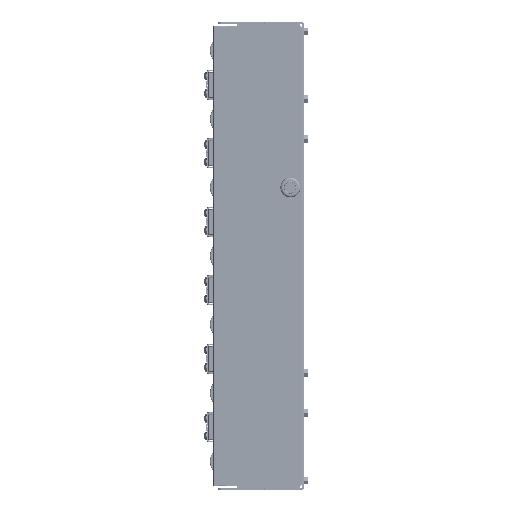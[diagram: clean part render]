
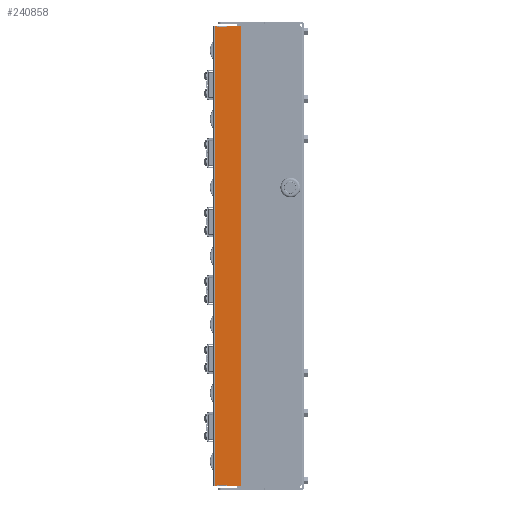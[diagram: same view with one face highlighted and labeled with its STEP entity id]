
A CAD part, left-side view. The second image highlights one B-rep face of the part: STEP entity #240858.
In plain terms, the highlighted planar face has unit normal (-1, 0, 0).
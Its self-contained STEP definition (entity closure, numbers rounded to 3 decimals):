
#5360=PLANE('',#259577);
#13384=FACE_OUTER_BOUND('',#27120,.T.);
#27120=EDGE_LOOP('',(#172903,#172904,#172905,#172906,#172907,#172908,#172909,
#172910,#172911,#172912,#172913,#172914,#172915,#172916,#172917,#172918,
#172919,#172920,#172921,#172922,#172923,#172924));
#43581=LINE('',#383017,#62037);
#43587=LINE('',#383032,#62043);
#43604=LINE('',#383094,#62060);
#43605=LINE('',#383097,#62061);
#43610=LINE('',#383109,#62066);
#43611=LINE('',#383111,#62067);
#43612=LINE('',#383113,#62068);
#43613=LINE('',#383117,#62069);
#43614=LINE('',#383121,#62070);
#43615=LINE('',#383123,#62071);
#43616=LINE('',#383124,#62072);
#43617=LINE('',#383126,#62073);
#43618=LINE('',#383128,#62074);
#43619=LINE('',#383130,#62075);
#43620=LINE('',#383132,#62076);
#43621=LINE('',#383134,#62077);
#43622=LINE('',#383136,#62078);
#43623=LINE('',#383138,#62079);
#43624=LINE('',#383140,#62080);
#43625=LINE('',#383141,#62081);
#62037=VECTOR('',#305979,10.);
#62043=VECTOR('',#305991,10.);
#62060=VECTOR('',#306044,10.);
#62061=VECTOR('',#306047,10.);
#62066=VECTOR('',#306056,10.);
#62067=VECTOR('',#306057,10.);
#62068=VECTOR('',#306058,10.);
#62069=VECTOR('',#306061,10.);
#62070=VECTOR('',#306064,10.);
#62071=VECTOR('',#306065,10.);
#62072=VECTOR('',#306066,10.);
#62073=VECTOR('',#306067,10.);
#62074=VECTOR('',#306068,10.);
#62075=VECTOR('',#306069,10.);
#62076=VECTOR('',#306070,10.);
#62077=VECTOR('',#306071,10.);
#62078=VECTOR('',#306072,10.);
#62079=VECTOR('',#306073,10.);
#62080=VECTOR('',#306074,10.);
#62081=VECTOR('',#306075,10.);
#78907=CIRCLE('',#259578,5.);
#78908=CIRCLE('',#259579,5.);
#97836=VERTEX_POINT('',#383014);
#97837=VERTEX_POINT('',#383016);
#97843=VERTEX_POINT('',#383030);
#97867=VERTEX_POINT('',#383087);
#97870=VERTEX_POINT('',#383092);
#97871=VERTEX_POINT('',#383096);
#97876=VERTEX_POINT('',#383108);
#97877=VERTEX_POINT('',#383110);
#97878=VERTEX_POINT('',#383112);
#97879=VERTEX_POINT('',#383114);
#97880=VERTEX_POINT('',#383116);
#97881=VERTEX_POINT('',#383118);
#97882=VERTEX_POINT('',#383120);
#97883=VERTEX_POINT('',#383122);
#97884=VERTEX_POINT('',#383125);
#97885=VERTEX_POINT('',#383127);
#97886=VERTEX_POINT('',#383129);
#97887=VERTEX_POINT('',#383131);
#97888=VERTEX_POINT('',#383133);
#97889=VERTEX_POINT('',#383135);
#97890=VERTEX_POINT('',#383137);
#97891=VERTEX_POINT('',#383139);
#125195=EDGE_CURVE('',#97836,#97837,#43581,.T.);
#125203=EDGE_CURVE('',#97836,#97843,#43587,.T.);
#125233=EDGE_CURVE('',#97870,#97867,#43604,.T.);
#125234=EDGE_CURVE('',#97871,#97867,#43605,.T.);
#125240=EDGE_CURVE('',#97843,#97876,#43610,.T.);
#125241=EDGE_CURVE('',#97876,#97877,#43611,.T.);
#125242=EDGE_CURVE('',#97877,#97878,#43612,.T.);
#125243=EDGE_CURVE('',#97879,#97878,#78907,.T.);
#125244=EDGE_CURVE('',#97880,#97879,#43613,.T.);
#125245=EDGE_CURVE('',#97881,#97880,#78908,.T.);
#125246=EDGE_CURVE('',#97882,#97881,#43614,.T.);
#125247=EDGE_CURVE('',#97882,#97883,#43615,.T.);
#125248=EDGE_CURVE('',#97883,#97871,#43616,.T.);
#125249=EDGE_CURVE('',#97870,#97884,#43617,.T.);
#125250=EDGE_CURVE('',#97884,#97885,#43618,.T.);
#125251=EDGE_CURVE('',#97885,#97886,#43619,.T.);
#125252=EDGE_CURVE('',#97887,#97886,#43620,.T.);
#125253=EDGE_CURVE('',#97888,#97887,#43621,.T.);
#125254=EDGE_CURVE('',#97888,#97889,#43622,.T.);
#125255=EDGE_CURVE('',#97889,#97890,#43623,.T.);
#125256=EDGE_CURVE('',#97890,#97891,#43624,.T.);
#125257=EDGE_CURVE('',#97891,#97837,#43625,.T.);
#172903=ORIENTED_EDGE('',*,*,#125195,.F.);
#172904=ORIENTED_EDGE('',*,*,#125203,.T.);
#172905=ORIENTED_EDGE('',*,*,#125240,.T.);
#172906=ORIENTED_EDGE('',*,*,#125241,.T.);
#172907=ORIENTED_EDGE('',*,*,#125242,.T.);
#172908=ORIENTED_EDGE('',*,*,#125243,.F.);
#172909=ORIENTED_EDGE('',*,*,#125244,.F.);
#172910=ORIENTED_EDGE('',*,*,#125245,.F.);
#172911=ORIENTED_EDGE('',*,*,#125246,.F.);
#172912=ORIENTED_EDGE('',*,*,#125247,.T.);
#172913=ORIENTED_EDGE('',*,*,#125248,.T.);
#172914=ORIENTED_EDGE('',*,*,#125234,.T.);
#172915=ORIENTED_EDGE('',*,*,#125233,.F.);
#172916=ORIENTED_EDGE('',*,*,#125249,.T.);
#172917=ORIENTED_EDGE('',*,*,#125250,.T.);
#172918=ORIENTED_EDGE('',*,*,#125251,.T.);
#172919=ORIENTED_EDGE('',*,*,#125252,.F.);
#172920=ORIENTED_EDGE('',*,*,#125253,.F.);
#172921=ORIENTED_EDGE('',*,*,#125254,.T.);
#172922=ORIENTED_EDGE('',*,*,#125255,.T.);
#172923=ORIENTED_EDGE('',*,*,#125256,.T.);
#172924=ORIENTED_EDGE('',*,*,#125257,.T.);
#240858=ADVANCED_FACE('',(#13384),#5360,.T.);
#259577=AXIS2_PLACEMENT_3D('',#383107,#306054,#306055);
#259578=AXIS2_PLACEMENT_3D('',#383115,#306059,#306060);
#259579=AXIS2_PLACEMENT_3D('',#383119,#306062,#306063);
#305979=DIRECTION('',(0.,1.,0.));
#305991=DIRECTION('',(0.,0.,1.));
#306044=DIRECTION('',(0.,-1.,0.));
#306047=DIRECTION('',(0.,0.,1.));
#306054=DIRECTION('center_axis',(-1.,0.,0.));
#306055=DIRECTION('ref_axis',(0.,0.,
-1.));
#306056=DIRECTION('',(0.,-1.,0.));
#306057=DIRECTION('',(0.,0.,-1.));
#306058=DIRECTION('',(0.,-1.,0.));
#306059=DIRECTION('center_axis',(1.,0.,0.));
#306060=DIRECTION('ref_axis',(0.,-0.707,-0.707));
#306061=DIRECTION('',(0.,0.,-1.));
#306062=DIRECTION('center_axis',(1.,0.,0.));
#306063=DIRECTION('ref_axis',(0.,-0.707,
0.707));
#306064=DIRECTION('',(0.,-1.,0.));
#306065=DIRECTION('',(0.,0.,-1.));
#306066=DIRECTION('',(0.,1.,0.));
#306067=DIRECTION('',(0.,0.,-1.));
#306068=DIRECTION('',(0.,1.,0.));
#306069=DIRECTION('',(0.,0.,1.));
#306070=DIRECTION('',(0.,-1.,0.));
#306071=DIRECTION('',(0.,0.,1.));
#306072=DIRECTION('',(0.,-1.,0.));
#306073=DIRECTION('',(0.,0.,1.));
#306074=DIRECTION('',(0.,-1.,0.));
#306075=DIRECTION('',(0.,0.,-1.));
#383014=CARTESIAN_POINT('',(183.766,-153.551,-529.365));
#383016=CARTESIAN_POINT('',(183.766,-141.851,-529.365));
#383017=CARTESIAN_POINT('',(183.766,-132.051,-529.365));
#383030=CARTESIAN_POINT('',(183.766,-153.551,-528.665));
#383032=CARTESIAN_POINT('',(183.766,-153.551,-127.865));
#383087=CARTESIAN_POINT('',(183.766,-153.551,273.635));
#383092=CARTESIAN_POINT('',(183.766,-141.851,273.635));
#383094=CARTESIAN_POINT('',(183.766,-132.051,273.635));
#383096=CARTESIAN_POINT('',(183.766,-153.551,272.935));
#383097=CARTESIAN_POINT('',(183.766,-153.551,274.435));
#383107=CARTESIAN_POINT('Origin',(183.766,-132.051,275.935));
#383108=CARTESIAN_POINT('',(183.766,-156.551,-528.665));
#383109=CARTESIAN_POINT('',(183.766,-142.801,-528.665));
#383110=CARTESIAN_POINT('',(183.766,-156.551,-531.665));
#383111=CARTESIAN_POINT('',(183.766,-156.551,-126.365));
#383112=CARTESIAN_POINT('',(183.766,-190.051,-531.665));
#383113=CARTESIAN_POINT('',(183.766,-132.051,-531.665));
#383114=CARTESIAN_POINT('',(183.766,-195.051,-526.665));
#383115=CARTESIAN_POINT('Origin',(183.766,-190.051,-526.665));
#383116=CARTESIAN_POINT('',(183.766,-195.051,270.935));
#383117=CARTESIAN_POINT('',(183.766,-195.051,-531.665));
#383118=CARTESIAN_POINT('',(183.766,-190.051,275.935));
#383119=CARTESIAN_POINT('Origin',(183.766,-190.051,270.935));
#383120=CARTESIAN_POINT('',(183.766,-156.551,275.935));
#383121=CARTESIAN_POINT('',(183.766,-132.051,275.935));
#383122=CARTESIAN_POINT('',(183.766,-156.551,272.935));
#383123=CARTESIAN_POINT('',(183.766,-156.551,275.935));
#383124=CARTESIAN_POINT('',(183.766,-144.301,272.935));
#383125=CARTESIAN_POINT('',(183.766,-141.851,272.935));
#383126=CARTESIAN_POINT('',(183.766,-141.851,275.935));
#383127=CARTESIAN_POINT('',(183.766,-138.851,272.935));
#383128=CARTESIAN_POINT('',(183.766,-136.951,272.935));
#383129=CARTESIAN_POINT('',(183.766,-138.851,275.935));
#383130=CARTESIAN_POINT('',(183.766,-138.851,274.435));
#383131=CARTESIAN_POINT('',(183.766,-134.351,275.935));
#383132=CARTESIAN_POINT('',(183.766,-132.051,275.935));
#383133=CARTESIAN_POINT('',(183.766,-134.351,-531.665));
#383134=CARTESIAN_POINT('',(183.766,-134.351,74.035));
#383135=CARTESIAN_POINT('',(183.766,-138.851,-531.665));
#383136=CARTESIAN_POINT('',(183.766,-132.051,-531.665));
#383137=CARTESIAN_POINT('',(183.766,-138.851,-528.665));
#383138=CARTESIAN_POINT('',(183.766,-138.851,-127.865));
#383139=CARTESIAN_POINT('',(183.766,-141.851,-528.665));
#383140=CARTESIAN_POINT('',(183.766,-135.451,-528.665));
#383141=CARTESIAN_POINT('',(183.766,-141.851,-126.365));
